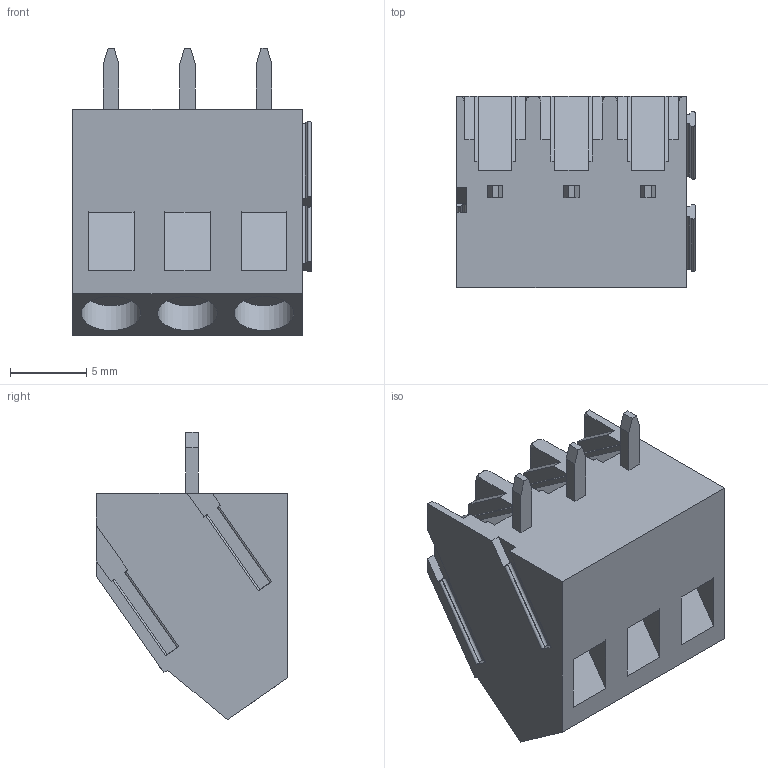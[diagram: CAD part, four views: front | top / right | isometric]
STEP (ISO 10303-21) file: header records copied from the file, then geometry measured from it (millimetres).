
FILE_DESCRIPTION( ( 'STEP AP203' ), '1' );
FILE_NAME( 'MVS153-5-IT.stp', ' ', ( ' ' ), ( ' ' ), 'PSStep 15.0.49', 'VISI 20.0', ' ' );
FILE_SCHEMA( ( 'AUTOMOTIVE_DESIGN { 1 0 10303 214 1 1 1 1 }' ) );
Length unit declared in the file: millimetre
Products named in the file (1): 1
Bounding box: 15.58 x 12.5 x 18.8 mm (x, y, z)
Volume: 1837.3 mm3; surface area: 1520.2 mm2
Topology: 1 solids, 1 shells, 172 faces, 455 edges, 302 vertices
Faces by surface type: plane 144, cylinder 28
Full cylindrical faces by diameter (mm): 3.7 x3, 3.9 x3
Entity records: 6612 total; most frequent: CARTESIAN_POINT 918, ORIENTED_EDGE 892, DIRECTION 861, EDGE_CURVE 446, LINE 377, VECTOR 377, VERTEX_POINT 299, AXIS2_PLACEMENT_3D 242
